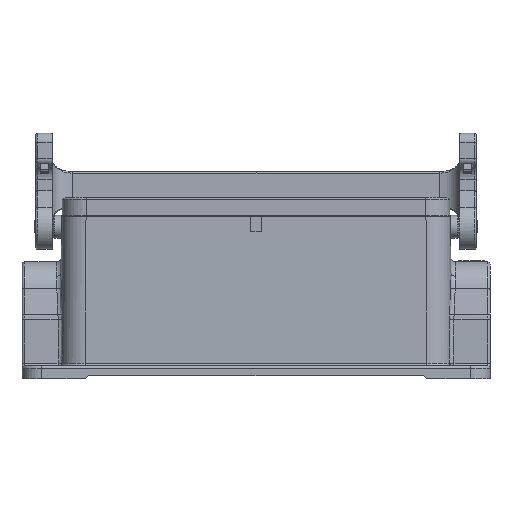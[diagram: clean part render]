
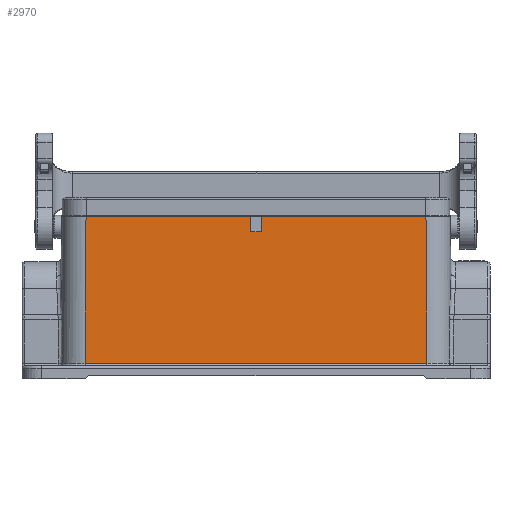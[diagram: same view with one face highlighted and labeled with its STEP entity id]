
A CAD part, front view. The second image highlights one B-rep face of the part: STEP entity #2970.
In plain terms, the highlighted planar face has unit normal (0, -1, 0.007).
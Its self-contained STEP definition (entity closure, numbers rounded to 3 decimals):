
#2048=FACE_OUTER_BOUND('',#3974,.T.);
#2970=ADVANCED_FACE('',(#2048),#3550,.F.);
#3550=PLANE('',#14816);
#3974=EDGE_LOOP('',(#5120,#5121,#5122,#5123,#5124,#5125,#5126,#5127));
#5120=ORIENTED_EDGE('',*,*,#8751,.T.);
#5121=ORIENTED_EDGE('',*,*,#8752,.T.);
#5122=ORIENTED_EDGE('',*,*,#8753,.T.);
#5123=ORIENTED_EDGE('',*,*,#8591,.T.);
#5124=ORIENTED_EDGE('',*,*,#8754,.T.);
#5125=ORIENTED_EDGE('',*,*,#8755,.T.);
#5126=ORIENTED_EDGE('',*,*,#8756,.T.);
#5127=ORIENTED_EDGE('',*,*,#8597,.T.);
#7699=VERTEX_POINT('',#20859);
#7700=VERTEX_POINT('',#20860);
#7703=VERTEX_POINT('',#20868);
#7704=VERTEX_POINT('',#20870);
#7826=VERTEX_POINT('',#21242);
#7827=VERTEX_POINT('',#21244);
#7828=VERTEX_POINT('',#21247);
#7829=VERTEX_POINT('',#21249);
#8591=EDGE_CURVE('',#7699,#7700,#11812,.T.);
#8597=EDGE_CURVE('',#7704,#7703,#11814,.T.);
#8751=EDGE_CURVE('',#7703,#7826,#11913,.T.);
#8752=EDGE_CURVE('',#7826,#7827,#11914,.T.);
#8753=EDGE_CURVE('',#7827,#7699,#11915,.T.);
#8754=EDGE_CURVE('',#7700,#7828,#11916,.T.);
#8755=EDGE_CURVE('',#7828,#7829,#11917,.T.);
#8756=EDGE_CURVE('',#7829,#7704,#11918,.T.);
#11812=LINE('',#20858,#12720);
#11814=LINE('',#20869,#12722);
#11913=LINE('',#21241,#12821);
#11914=LINE('',#21243,#12822);
#11915=LINE('',#21245,#12823);
#11916=LINE('',#21246,#12824);
#11917=LINE('',#21248,#12825);
#11918=LINE('',#21250,#12826);
#12720=VECTOR('',#16103,1.);
#12722=VECTOR('',#16113,1.);
#12821=VECTOR('',#16366,1.);
#12822=VECTOR('',#16367,1.);
#12823=VECTOR('',#16368,1.);
#12824=VECTOR('',#16369,1.);
#12825=VECTOR('',#16370,1.);
#12826=VECTOR('',#16371,1.);
#14816=AXIS2_PLACEMENT_3D('',#21251,#16372,#16373);
#16103=DIRECTION('',(-1.,0.,0.));
#16113=DIRECTION('',(-1.,0.,0.));
#16366=DIRECTION('',(-0.007,-0.007,-1.));
#16367=DIRECTION('',(1.,0.,0.));
#16368=DIRECTION('',(-0.007,0.007,1.));
#16369=DIRECTION('',(0.,-0.007,-1.));
#16370=DIRECTION('',(-1.,0.,0.));
#16371=DIRECTION('',(0.,0.007,1.));
#16372=DIRECTION('',(0.,1.,-0.007));
#16373=DIRECTION('',(0.,-0.007,-1.));
#20858=CARTESIAN_POINT('',(-200.,-21.5,5.7));
#20859=CARTESIAN_POINT('',(52.3,-21.5,5.7));
#20860=CARTESIAN_POINT('',(1.6,-21.5,5.7));
#20868=CARTESIAN_POINT('',(-52.3,-21.5,5.7));
#20869=CARTESIAN_POINT('',(-200.,-21.5,5.7));
#20870=CARTESIAN_POINT('',(-1.6,-21.5,5.7));
#21241=CARTESIAN_POINT('',(-52.601,-21.825,-40.299));
#21242=CARTESIAN_POINT('',(-52.595,-21.819,-39.456));
#21243=CARTESIAN_POINT('',(-200.,-21.819,-39.456));
#21244=CARTESIAN_POINT('',(52.595,-21.819,-39.456));
#21245=CARTESIAN_POINT('',(52.301,-21.5,5.651));
#21246=CARTESIAN_POINT('',(1.6,-21.5,5.7));
#21247=CARTESIAN_POINT('',(1.6,-21.533,1.));
#21248=CARTESIAN_POINT('',(-200.,-21.533,1.));
#21249=CARTESIAN_POINT('',(-1.6,-21.533,1.));
#21250=CARTESIAN_POINT('',(-1.6,-21.5,5.7));
#21251=CARTESIAN_POINT('',(-200.,-21.5,5.7));
